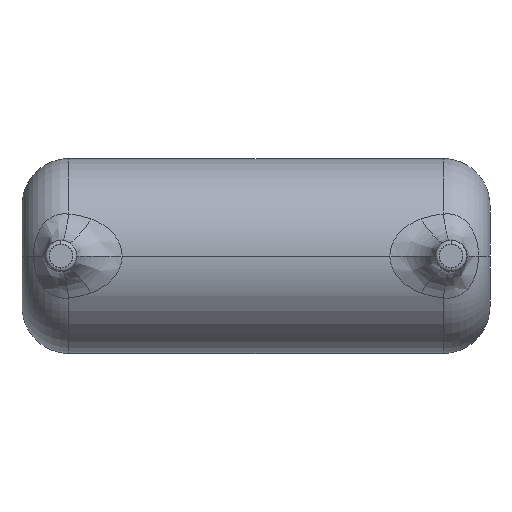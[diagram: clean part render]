
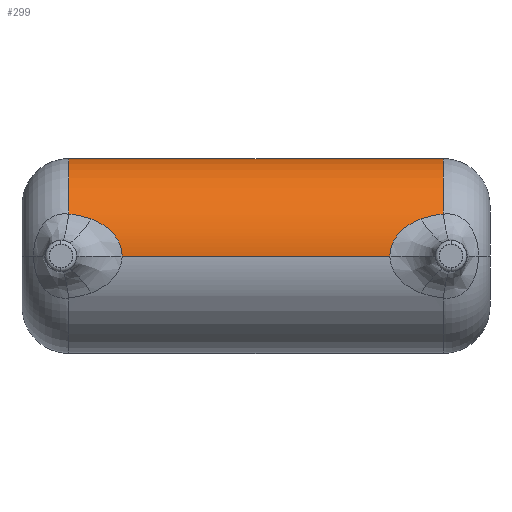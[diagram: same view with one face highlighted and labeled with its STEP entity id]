
A CAD part, front view. The second image highlights one B-rep face of the part: STEP entity #299.
In plain terms, the highlighted cylindrical face has radius 2.5 mm (diameter 5 mm), a partial arc.
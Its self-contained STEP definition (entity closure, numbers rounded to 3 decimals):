
#25 = CARTESIAN_POINT ( 'NONE',  ( 4.8, 1.243, 1.075 ) ) ;
#45 = CARTESIAN_POINT ( 'NONE',  ( -4.232, 1.187, 0.95 ) ) ;
#66 = CARTESIAN_POINT ( 'NONE',  ( -4.8, 1.243, 1.075 ) ) ;
#106 = ORIENTED_EDGE ( 'NONE', *, *, #1222, .T. ) ;
#116 = LINE ( 'NONE', #532, #1012 ) ;
#142 = CARTESIAN_POINT ( 'NONE',  ( -3.844, 1.114, 0.748 ) ) ;
#145 = EDGE_CURVE ( 'NONE', #291, #1249, #1305, .T. ) ;
#165 = CARTESIAN_POINT ( 'NONE',  ( 4.232, 1.187, 0.95 ) ) ;
#252 = ORIENTED_EDGE ( 'NONE', *, *, #502, .F. ) ;
#266 = CARTESIAN_POINT ( 'NONE',  ( -4.128, 1.172, 0.911 ) ) ;
#277 = DIRECTION ( 'NONE',  ( -1., 0., 0. ) ) ;
#281 = CARTESIAN_POINT ( 'NONE',  ( -4.8, 3.5, 0. ) ) ;
#291 = VERTEX_POINT ( 'NONE', #45 ) ;
#299 = ADVANCED_FACE ( 'NONE', ( #1732 ), #1049, .T. ) ;
#312 = VERTEX_POINT ( 'NONE', #1224 ) ;
#344 = B_SPLINE_CURVE_WITH_KNOTS ( 'NONE', 3,
 ( #587, #1149, #689, #404 ),
 .UNSPECIFIED., .F., .F.,
 ( 4, 4 ),
 ( 0.001, 0.002 ),
 .UNSPECIFIED. ) ;
#352 = CIRCLE ( 'NONE', #1391, 2.5 ) ;
#355 = LINE ( 'NONE', #1057, #705 ) ;
#404 = CARTESIAN_POINT ( 'NONE',  ( 4.8, 1.243, 1.075 ) ) ;
#443 = CARTESIAN_POINT ( 'NONE',  ( 0., 3.5, 0. ) ) ;
#456 = B_SPLINE_CURVE_WITH_KNOTS ( 'NONE', 3,
 ( #1562, #1734, #1153, #1419, #1532, #1554, #142, #1268, #266, #1134 ),
 .UNSPECIFIED., .F., .F.,
 ( 4, 2, 2, 2, 4 ),
 ( 0., 0., 0.001, 0.001, 0.001 ),
 .UNSPECIFIED. ) ;
#473 = CARTESIAN_POINT ( 'NONE',  ( -4.232, 1.187, 0.95 ) ) ;
#502 = EDGE_CURVE ( 'NONE', #312, #291, #456, .T. ) ;
#506 = CARTESIAN_POINT ( 'NONE',  ( 3.757, 1.093, 0.679 ) ) ;
#514 = CARTESIAN_POINT ( 'NONE',  ( 4.03, 1.153, 0.864 ) ) ;
#532 = CARTESIAN_POINT ( 'NONE',  ( 6., 3.5, 2.5 ) ) ;
#557 = CARTESIAN_POINT ( 'NONE',  ( 4.8, 3.5, 0. ) ) ;
#587 = CARTESIAN_POINT ( 'NONE',  ( 4.232, 1.187, 0.95 ) ) ;
#615 = ORIENTED_EDGE ( 'NONE', *, *, #1676, .F. ) ;
#644 = ORIENTED_EDGE ( 'NONE', *, *, #759, .T. ) ;
#645 = DIRECTION ( 'NONE',  ( 1., 0., 0. ) ) ;
#658 = VERTEX_POINT ( 'NONE', #1169 ) ;
#677 = VERTEX_POINT ( 'NONE', #1216 ) ;
#689 = CARTESIAN_POINT ( 'NONE',  ( 4.605, 1.235, 1.058 ) ) ;
#692 = DIRECTION ( 'NONE',  ( 0., -1., 0. ) ) ;
#705 = VECTOR ( 'NONE', #1333, 1000. ) ;
#759 = EDGE_CURVE ( 'NONE', #658, #811, #1265, .T. ) ;
#811 = VERTEX_POINT ( 'NONE', #165 ) ;
#921 = CARTESIAN_POINT ( 'NONE',  ( 3.546, 1.035, 0.427 ) ) ;
#948 = CARTESIAN_POINT ( 'NONE',  ( 3.433, 1., 0.113 ) ) ;
#1012 = VECTOR ( 'NONE', #645, 1000. ) ;
#1019 = DIRECTION ( 'NONE',  ( 0., 0., 1. ) ) ;
#1039 = CARTESIAN_POINT ( 'NONE',  ( 4.8, 3.5, 2.5 ) ) ;
#1042 = DIRECTION ( 'NONE',  ( -1., 0., 0. ) ) ;
#1049 = CYLINDRICAL_SURFACE ( 'NONE', #1209, 2.5 ) ;
#1057 = CARTESIAN_POINT ( 'NONE',  ( 0., 1., 0. ) ) ;
#1068 = ORIENTED_EDGE ( 'NONE', *, *, #1670, .T. ) ;
#1134 = CARTESIAN_POINT ( 'NONE',  ( -4.232, 1.187, 0.95 ) ) ;
#1140 = DIRECTION ( 'NONE',  ( -1., 0., 0. ) ) ;
#1149 = CARTESIAN_POINT ( 'NONE',  ( 4.413, 1.215, 1.017 ) ) ;
#1153 = CARTESIAN_POINT ( 'NONE',  ( -3.458, 1.008, 0.223 ) ) ;
#1169 = CARTESIAN_POINT ( 'NONE',  ( 3.433, 1., 0. ) ) ;
#1209 = AXIS2_PLACEMENT_3D ( 'NONE', #443, #1042, #1019 ) ;
#1214 = CIRCLE ( 'NONE', #1542, 2.5 ) ;
#1216 = CARTESIAN_POINT ( 'NONE',  ( -4.8, 3.5, 2.5 ) ) ;
#1222 = EDGE_CURVE ( 'NONE', #1399, #1223, #1214, .T. ) ;
#1223 = VERTEX_POINT ( 'NONE', #1039 ) ;
#1224 = CARTESIAN_POINT ( 'NONE',  ( -3.433, 1., 0. ) ) ;
#1249 = VERTEX_POINT ( 'NONE', #1747 ) ;
#1265 = B_SPLINE_CURVE_WITH_KNOTS ( 'NONE', 3,
 ( #1794, #948, #1803, #921, #1381, #506, #1364, #514, #1486, #1513 ),
 .UNSPECIFIED., .F., .F.,
 ( 4, 2, 2, 2, 4 ),
 ( 0., 0., 0.001, 0.001, 0.001 ),
 .UNSPECIFIED. ) ;
#1268 = CARTESIAN_POINT ( 'NONE',  ( -4.03, 1.153, 0.864 ) ) ;
#1273 = EDGE_CURVE ( 'NONE', #658, #312, #355, .T. ) ;
#1279 = DIRECTION ( 'NONE',  ( 0., -1., 0. ) ) ;
#1289 = EDGE_LOOP ( 'NONE', ( #1688, #644, #1068, #106, #1787, #615, #1654, #252 ) ) ;
#1305 = B_SPLINE_CURVE_WITH_KNOTS ( 'NONE', 3,
 ( #473, #1646, #1633, #66 ),
 .UNSPECIFIED., .F., .F.,
 ( 4, 4 ),
 ( 0.001, 0.002 ),
 .UNSPECIFIED. ) ;
#1333 = DIRECTION ( 'NONE',  ( -1., 0., 0. ) ) ;
#1364 = CARTESIAN_POINT ( 'NONE',  ( 3.844, 1.114, 0.748 ) ) ;
#1381 = CARTESIAN_POINT ( 'NONE',  ( 3.609, 1.053, 0.52 ) ) ;
#1391 = AXIS2_PLACEMENT_3D ( 'NONE', #281, #1140, #1279 ) ;
#1399 = VERTEX_POINT ( 'NONE', #25 ) ;
#1419 = CARTESIAN_POINT ( 'NONE',  ( -3.546, 1.035, 0.427 ) ) ;
#1467 = EDGE_CURVE ( 'NONE', #677, #1223, #116, .T. ) ;
#1486 = CARTESIAN_POINT ( 'NONE',  ( 4.128, 1.172, 0.911 ) ) ;
#1513 = CARTESIAN_POINT ( 'NONE',  ( 4.232, 1.187, 0.95 ) ) ;
#1532 = CARTESIAN_POINT ( 'NONE',  ( -3.609, 1.053, 0.52 ) ) ;
#1542 = AXIS2_PLACEMENT_3D ( 'NONE', #557, #277, #692 ) ;
#1554 = CARTESIAN_POINT ( 'NONE',  ( -3.757, 1.093, 0.679 ) ) ;
#1562 = CARTESIAN_POINT ( 'NONE',  ( -3.433, 1., 0. ) ) ;
#1633 = CARTESIAN_POINT ( 'NONE',  ( -4.605, 1.235, 1.058 ) ) ;
#1646 = CARTESIAN_POINT ( 'NONE',  ( -4.413, 1.215, 1.017 ) ) ;
#1654 = ORIENTED_EDGE ( 'NONE', *, *, #145, .F. ) ;
#1670 = EDGE_CURVE ( 'NONE', #811, #1399, #344, .T. ) ;
#1676 = EDGE_CURVE ( 'NONE', #1249, #677, #352, .T. ) ;
#1688 = ORIENTED_EDGE ( 'NONE', *, *, #1273, .F. ) ;
#1732 = FACE_OUTER_BOUND ( 'NONE', #1289, .T. ) ;
#1734 = CARTESIAN_POINT ( 'NONE',  ( -3.433, 1., 0.113 ) ) ;
#1747 = CARTESIAN_POINT ( 'NONE',  ( -4.8, 1.243, 1.075 ) ) ;
#1787 = ORIENTED_EDGE ( 'NONE', *, *, #1467, .F. ) ;
#1794 = CARTESIAN_POINT ( 'NONE',  ( 3.433, 1., 0. ) ) ;
#1803 = CARTESIAN_POINT ( 'NONE',  ( 3.458, 1.008, 0.223 ) ) ;
